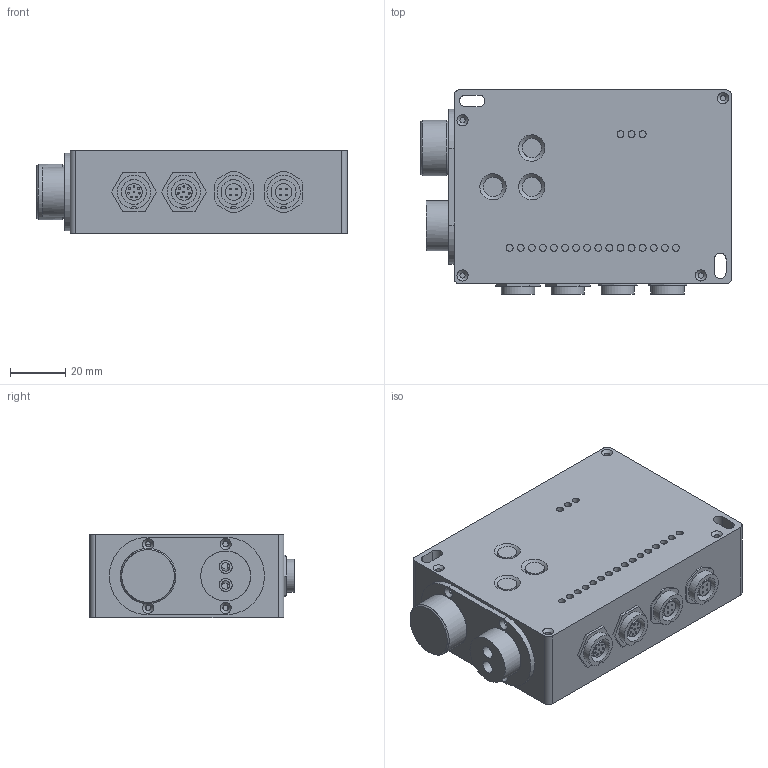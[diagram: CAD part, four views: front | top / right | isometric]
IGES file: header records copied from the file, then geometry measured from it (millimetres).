
Global section: file name: FS 12-100-1 M G8-B8.igs; native system: CAD Exchanger 2.2.1; preprocessor: CAD Exchanger 2.2.1 (www.cadexchanger.com); author: ges; date: 20110516.161931; units: millimetre
Bounding box: 112.1 x 73.7 x 30 mm (x, y, z)
Surface area: 52081.9 mm2 (no closed solid volume)
Topology: 0 solids, 0 shells, 382 faces, 1764 edges, 1583 vertices
Faces by surface type: revolution 204, bspline 178
